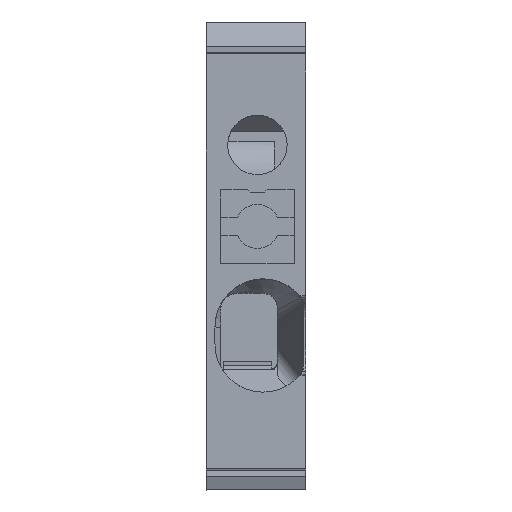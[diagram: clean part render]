
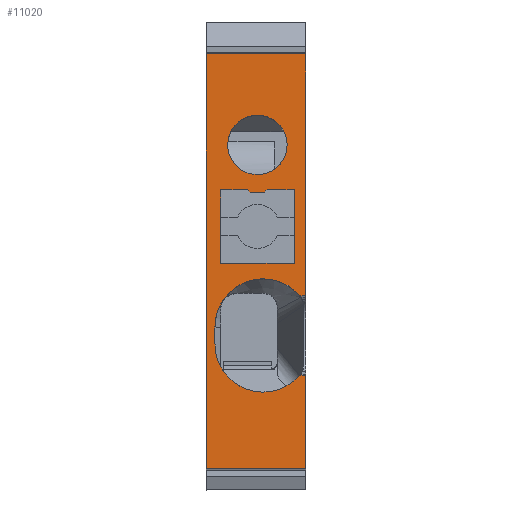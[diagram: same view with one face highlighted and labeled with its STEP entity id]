
A CAD part, top view. The second image highlights one B-rep face of the part: STEP entity #11020.
In plain terms, the highlighted face is planar.
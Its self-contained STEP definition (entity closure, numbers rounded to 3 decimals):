
#2040=CARTESIAN_POINT('',(0.089,24.,
5.1));
#2050=VERTEX_POINT('',#2040);
#2080=CARTESIAN_POINT('',(0.,24.,
5.1));
#2090=DIRECTION('',(1.,0.,0.));
#2100=VECTOR('',#2090,1.);
#2110=LINE('',#2080,#2100);
#2120=CARTESIAN_POINT('',(3.375,24.,
5.1));
#2130=VERTEX_POINT('',#2120);
#2140=EDGE_CURVE('',#2050,#2130,#2110,.T.);
#2880=CARTESIAN_POINT('',(6.175,24.,
5.1));
#2890=VERTEX_POINT('',#2880);
#2920=CARTESIAN_POINT('',(14.711,24.,
5.1));
#2930=VERTEX_POINT('',#2920);
#2940=EDGE_CURVE('',#2890,#2930,#2110,.T.);
#4520=CARTESIAN_POINT('',(3.375,24.,
0.));
#4530=DIRECTION('',(0.,0.,1.));
#4540=VECTOR('',#4530,1.);
#4550=LINE('',#4520,#4540);
#4560=CARTESIAN_POINT('',(3.375,24.,
4.896));
#4570=VERTEX_POINT('',#4560);
#4580=EDGE_CURVE('',#4570,#2130,#4550,.T.);
#6840=CARTESIAN_POINT('',(14.711,24.,
0.));
#6850=DIRECTION('',(0.,0.,1.));
#6860=VECTOR('',#6850,1.);
#6870=LINE('',#6840,#6860);
#6880=CARTESIAN_POINT('',(14.711,24.,
1.6));
#6890=VERTEX_POINT('',#6880);
#6900=EDGE_CURVE('',#6890,#2930,#6870,.T.);
#7750=CARTESIAN_POINT('',(0.,24.,
1.6));
#7760=DIRECTION('',(-1.,0.,0.));
#7770=VECTOR('',#7760,1.);
#7780=LINE('',#7750,#7770);
#7790=CARTESIAN_POINT('',(0.089,24.,
1.6));
#7800=VERTEX_POINT('',#7790);
#7810=EDGE_CURVE('',#6890,#7800,#7780,.T.);
#9510=CARTESIAN_POINT('',(6.975,24.,
5.1));
#9520=DIRECTION('',(0.,-1.,0.));
#9530=DIRECTION('',(-1.,0.,0.));
#9540=AXIS2_PLACEMENT_3D('',#9510,#9520,#9530);
#9550=PLANE('',#9540);
#9560=CARTESIAN_POINT('',(0.,24.,
2.1));
#9570=DIRECTION('',(-1.,0.,0.));
#9580=VECTOR('',#9570,1.);
#9590=LINE('',#9560,#9580);
#9600=CARTESIAN_POINT('',(9.925,24.,
2.1));
#9610=VERTEX_POINT('',#9600);
#9620=CARTESIAN_POINT('',(9.705,24.,
2.1));
#9630=VERTEX_POINT('',#9620);
#9640=EDGE_CURVE('',#9610,#9630,#9590,.T.);
#9650=ORIENTED_EDGE('',*,*,#9640,.F.);
#9660=CARTESIAN_POINT('',(0.,24.,
2.1));
#9670=DIRECTION('',(-1.,0.,0.));
#9680=VECTOR('',#9670,1.);
#9690=LINE('',#9660,#9680);
#9700=CARTESIAN_POINT('',(9.505,24.,
2.1));
#9710=VERTEX_POINT('',#9700);
#9720=EDGE_CURVE('',#9630,#9710,#9690,.T.);
#9730=ORIENTED_EDGE('',*,*,#9720,.F.);
#9740=CARTESIAN_POINT('',(0.,24.,
2.1));
#9750=DIRECTION('',(-1.,0.,0.));
#9760=VECTOR('',#9750,1.);
#9770=LINE('',#9740,#9760);
#9780=CARTESIAN_POINT('',(7.325,24.,
2.1));
#9790=VERTEX_POINT('',#9780);
#9800=EDGE_CURVE('',#9710,#9790,#9770,.T.);
#9810=ORIENTED_EDGE('',*,*,#9800,.F.);
#9820=CARTESIAN_POINT('',(7.325,24.,
0.));
#9830=DIRECTION('',(0.,0.,1.));
#9840=VECTOR('',#9830,1.);
#9850=LINE('',#9820,#9840);
#9860=CARTESIAN_POINT('',(7.325,24.,
4.7));
#9870=VERTEX_POINT('',#9860);
#9880=EDGE_CURVE('',#9790,#9870,#9850,.T.);
#9890=ORIENTED_EDGE('',*,*,#9880,.F.);
#9900=CARTESIAN_POINT('',(0.,24.,
4.7));
#9910=DIRECTION('',(1.,0.,0.));
#9920=VECTOR('',#9910,1.);
#9930=LINE('',#9900,#9920);
#9940=CARTESIAN_POINT('',(9.925,24.,
4.7));
#9950=VERTEX_POINT('',#9940);
#9960=EDGE_CURVE('',#9870,#9950,#9930,.T.);
#9970=ORIENTED_EDGE('',*,*,#9960,.F.);
#9980=CARTESIAN_POINT('',(9.925,24.,
0.));
#9990=DIRECTION('',(0.,0.,-1.));
#10000=VECTOR('',#9990,1.);
#10010=LINE('',#9980,#10000);
#10020=CARTESIAN_POINT('',(9.925,24.,
3.75));
#10030=VERTEX_POINT('',#10020);
#10040=EDGE_CURVE('',#9950,#10030,#10010,.T.);
#10050=ORIENTED_EDGE('',*,*,#10040,.F.);
#10060=CARTESIAN_POINT('',(6.175,24.,
0.));
#10070=DIRECTION('',(-0.707,0.,-0.707));
#10080=VECTOR('',#10070,1.);
#10090=LINE('',#10060,#10080);
#10100=CARTESIAN_POINT('',(9.825,24.,
3.65));
#10110=VERTEX_POINT('',#10100);
#10120=EDGE_CURVE('',#10030,#10110,#10090,.T.);
#10130=ORIENTED_EDGE('',*,*,#10120,.F.);
#10140=CARTESIAN_POINT('',(9.825,24.,
0.));
#10150=DIRECTION('',(0.,0.,-1.));
#10160=VECTOR('',#10150,1.);
#10170=LINE('',#10140,#10160);
#10180=CARTESIAN_POINT('',(9.825,24.,
3.15));
#10190=VERTEX_POINT('',#10180);
#10200=EDGE_CURVE('',#10110,#10190,#10170,.T.);
#10210=ORIENTED_EDGE('',*,*,#10200,.F.);
#10220=CARTESIAN_POINT('',(0.,24.,
12.975));
#10230=DIRECTION('',(0.707,0.,-0.707));
#10240=VECTOR('',#10230,1.);
#10250=LINE('',#10220,#10240);
#10260=CARTESIAN_POINT('',(9.925,24.,
3.05));
#10270=VERTEX_POINT('',#10260);
#10280=EDGE_CURVE('',#10190,#10270,#10250,.T.);
#10290=ORIENTED_EDGE('',*,*,#10280,.F.);
#10300=CARTESIAN_POINT('',(9.925,24.,
0.));
#10310=DIRECTION('',(0.,0.,-1.));
#10320=VECTOR('',#10310,1.);
#10330=LINE('',#10300,#10320);
#10340=EDGE_CURVE('',#10270,#9610,#10330,.T.);
#10350=ORIENTED_EDGE('',*,*,#10340,.F.);
#10360=EDGE_LOOP('',(#10350,#10290,#10210,#10130,#10050,#9970,#9890,
#9810,#9730,#9650));
#10370=FACE_BOUND('',#10360,.T.);
#10380=CARTESIAN_POINT('',(11.5,24.,
3.4));
#10390=DIRECTION('',(0.,1.,0.));
#10400=DIRECTION('',(1.,0.,0.));
#10410=AXIS2_PLACEMENT_3D('',#10380,#10390,#10400);
#10420=CIRCLE('',#10410,1.05);
#10430=CARTESIAN_POINT('',(11.529,24.,
2.35));
#10440=VERTEX_POINT('',#10430);
#10450=CARTESIAN_POINT('',(10.45,24.,
3.4));
#10460=VERTEX_POINT('',#10450);
#10470=EDGE_CURVE('',#10440,#10460,#10420,.T.);
#10480=ORIENTED_EDGE('',*,*,#10470,.F.);
#10490=CARTESIAN_POINT('',(12.55,24.,
3.4));
#10500=VERTEX_POINT('',#10490);
#10510=EDGE_CURVE('',#10460,#10500,#10420,.T.);
#10520=ORIENTED_EDGE('',*,*,#10510,.F.);
#10530=EDGE_CURVE('',#10500,#10440,#10420,.T.);
#10540=ORIENTED_EDGE('',*,*,#10530,.F.);
#10550=EDGE_LOOP('',(#10540,#10520,#10480));
#10560=FACE_BOUND('',#10550,.T.);
#10570=ORIENTED_EDGE('',*,*,#6900,.F.);
#10580=ORIENTED_EDGE('',*,*,#2940,.T.);
#10590=CARTESIAN_POINT('',(6.175,24.,
0.));
#10600=DIRECTION('',(0.,0.,-1.));
#10610=VECTOR('',#10600,1.);
#10620=LINE('',#10590,#10610);
#10630=CARTESIAN_POINT('',(6.175,24.,
4.896));
#10640=VERTEX_POINT('',#10630);
#10650=EDGE_CURVE('',#2890,#10640,#10620,.T.);
#10660=ORIENTED_EDGE('',*,*,#10650,.F.);
#10670=CARTESIAN_POINT('',(5.075,24.,
3.6));
#10680=DIRECTION('',(0.,1.,0.));
#10690=DIRECTION('',(1.,0.,0.));
#10700=AXIS2_PLACEMENT_3D('',#10670,#10680,#10690);
#10710=CIRCLE('',#10700,1.7);
#10720=CARTESIAN_POINT('',(5.075,24.,
1.9));
#10730=VERTEX_POINT('',#10720);
#10740=EDGE_CURVE('',#10640,#10730,#10710,.T.);
#10750=ORIENTED_EDGE('',*,*,#10740,.F.);
#10760=CARTESIAN_POINT('',(0.,24.,
1.9));
#10770=DIRECTION('',(-1.,0.,0.));
#10780=VECTOR('',#10770,1.);
#10790=LINE('',#10760,#10780);
#10800=CARTESIAN_POINT('',(4.475,24.,
1.9));
#10810=VERTEX_POINT('',#10800);
#10820=EDGE_CURVE('',#10730,#10810,#10790,.T.);
#10830=ORIENTED_EDGE('',*,*,#10820,.F.);
#10840=CARTESIAN_POINT('',(4.475,24.,
3.6));
#10850=DIRECTION('',(0.,-1.,0.));
#10860=DIRECTION('',(-0.652,0.,
0.759));
#10870=AXIS2_PLACEMENT_3D('',#10840,#10850,#10860);
#10880=CIRCLE('',#10870,1.7);
#10890=EDGE_CURVE('',#4570,#10810,#10880,.T.);
#10900=ORIENTED_EDGE('',*,*,#10890,.T.);
#10910=ORIENTED_EDGE('',*,*,#4580,.F.);
#10920=ORIENTED_EDGE('',*,*,#2140,.T.);
#10930=CARTESIAN_POINT('',(0.089,24.,
0.));
#10940=DIRECTION('',(0.,0.,1.));
#10950=VECTOR('',#10940,1.);
#10960=LINE('',#10930,#10950);
#10970=EDGE_CURVE('',#7800,#2050,#10960,.T.);
#10980=ORIENTED_EDGE('',*,*,#10970,.T.);
#10990=ORIENTED_EDGE('',*,*,#7810,.T.);
#11000=EDGE_LOOP('',(#10990,#10980,#10920,#10910,#10900,#10830,#10750,
#10660,#10580,#10570));
#11010=FACE_OUTER_BOUND('',#11000,.T.);
#11020=ADVANCED_FACE('',(#10370,#10560,#11010),#9550,.F.);
